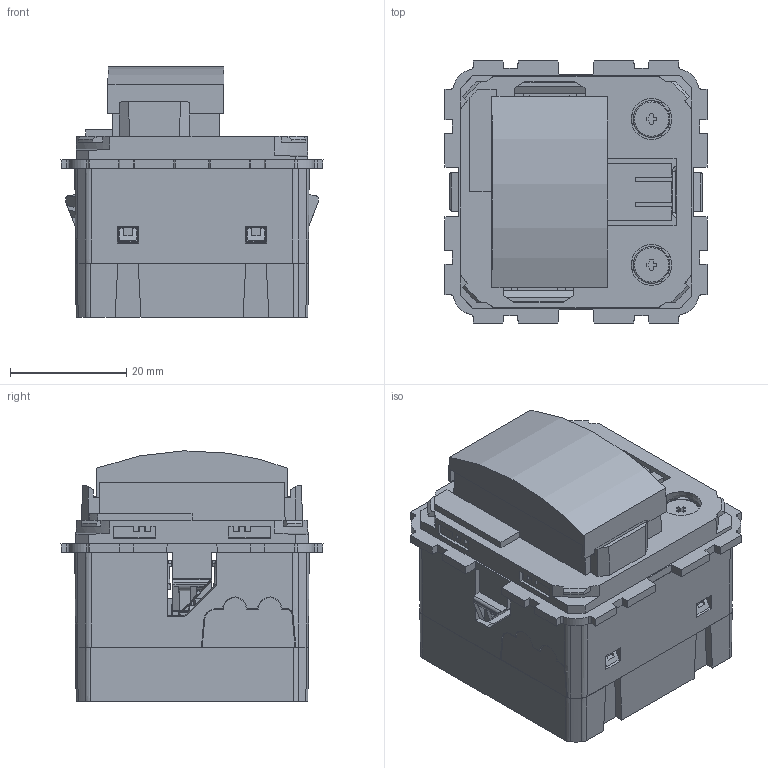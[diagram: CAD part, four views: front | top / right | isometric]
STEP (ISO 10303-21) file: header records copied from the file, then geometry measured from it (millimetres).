
FILE_DESCRIPTION(('CATIA V5 STEP Exchange','CAx-IF Rec.Pracs.--- Model Styling and Organization---1.5--- 2016-08-15','CAx-IF Rec.Pracs.---Supplemental Geometry---1.0---2011-11-01','CAx-IF Rec.Pracs.--- Composite Materials ---1.1---2010-07-15'),'2;1');
FILE_NAME('CM0050 _AllCATPart.stp','2024-03-28T15:13:41+00:00',('none'),('none'),'CATIA Version 5-6 Release 2020 SP3','CATIA V5 STEP AP214 v2','none');
FILE_SCHEMA(('AUTOMOTIVE_DESIGN { 1 0 10303 214 1 1 1 1 }'));
Products named in the file (1): CM0050 _AllCATPart
Bounding box: 45.05 x 45.05 x 43.04 mm (x, y, z)
Volume: 16773 mm3; surface area: 32008 mm2
Topology: 8 solids, 12 shells, 3824 faces, 11593 edges, 7840 vertices
Faces by surface type: plane 3190, cylinder 485, cone 81, torus 42, bspline 22, sphere 4
Entity records: 132484 total; most frequent: CARTESIAN_POINT 29516, ORIENTED_EDGE 23178, DIRECTION 17312, EDGE_CURVE 11589, VECTOR 9518, LINE 9518, VERTEX_POINT 7840, AXIS2_PLACEMENT_3D 4356
